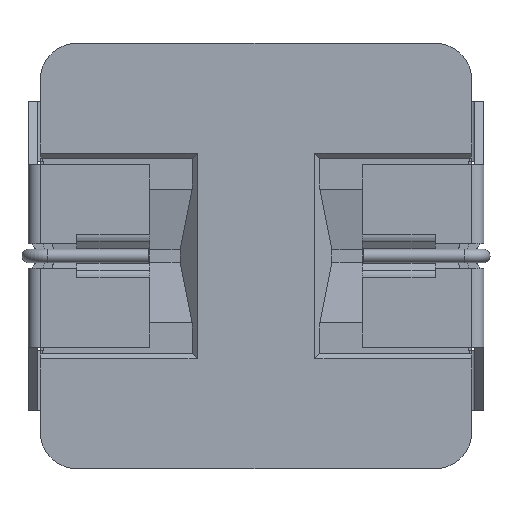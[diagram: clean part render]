
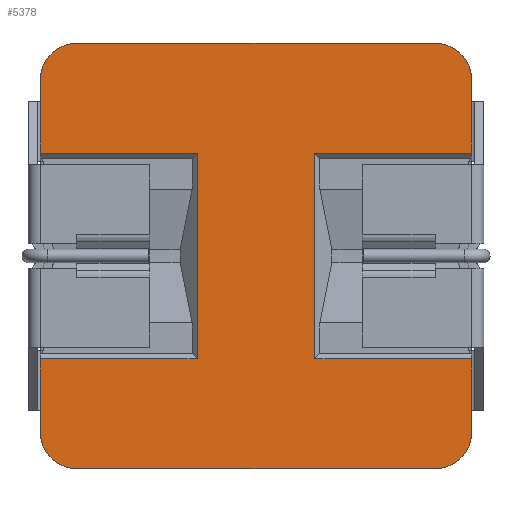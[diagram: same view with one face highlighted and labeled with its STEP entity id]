
A CAD part, front view. The second image highlights one B-rep face of the part: STEP entity #5378.
In plain terms, the highlighted planar face has unit normal (0, -1, 0).
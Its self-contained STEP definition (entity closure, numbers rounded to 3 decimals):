
#67 = ORIENTED_EDGE ( 'NONE', *, *, #5843, .T. ) ;
#155 = LINE ( 'NONE', #7770, #5502 ) ;
#195 = CARTESIAN_POINT ( 'NONE',  ( -3.55, -3.45, 2.9 ) ) ;
#213 = VERTEX_POINT ( 'NONE', #2299 ) ;
#329 = LINE ( 'NONE', #195, #2390 ) ;
#428 = EDGE_CURVE ( 'NONE', #9646, #213, #5761, .T. ) ;
#476 = VECTOR ( 'NONE', #8685, 1000. ) ;
#598 = DIRECTION ( 'NONE',  ( 1., 0., 0. ) ) ;
#670 = EDGE_LOOP ( 'NONE', ( #11747, #67, #9253, #6809, #2256, #10988, #1375, #7656, #1190, #6294, #11982, #2701, #3164, #11152, #8021, #2466 ) ) ;
#676 = CARTESIAN_POINT ( 'NONE',  ( 3.55, -3.45, 2.9 ) ) ;
#699 = CARTESIAN_POINT ( 'NONE',  ( 3.55, -3.45, 2.9 ) ) ;
#809 = CARTESIAN_POINT ( 'NONE',  ( 2.95, -3.45, 2.9 ) ) ;
#1002 = DIRECTION ( 'NONE',  ( 0., 0., 1. ) ) ;
#1088 = VECTOR ( 'NONE', #8571, 1000. ) ;
#1190 = ORIENTED_EDGE ( 'NONE', *, *, #6522, .F. ) ;
#1319 = VERTEX_POINT ( 'NONE', #6608 ) ;
#1375 = ORIENTED_EDGE ( 'NONE', *, *, #11149, .F. ) ;
#1601 = VECTOR ( 'NONE', #11928, 1000. ) ;
#1726 = EDGE_CURVE ( 'NONE', #10850, #1319, #12298, .T. ) ;
#1802 = CARTESIAN_POINT ( 'NONE',  ( 1.05, -3.45, -1.694 ) ) ;
#1966 = VERTEX_POINT ( 'NONE', #12280 ) ;
#1986 = DIRECTION ( 'NONE',  ( 0., 0., 1. ) ) ;
#2011 = FACE_OUTER_BOUND ( 'NONE', #670, .T. ) ;
#2030 = VECTOR ( 'NONE', #7457, 1000. ) ;
#2071 = AXIS2_PLACEMENT_3D ( 'NONE', #5687, #12502, #1002 ) ;
#2090 = CARTESIAN_POINT ( 'NONE',  ( 2.95, -3.45, 3.5 ) ) ;
#2198 = CARTESIAN_POINT ( 'NONE',  ( -1.05, -3.45, -1.694 ) ) ;
#2256 = ORIENTED_EDGE ( 'NONE', *, *, #9202, .F. ) ;
#2299 = CARTESIAN_POINT ( 'NONE',  ( -2.95, -3.45, 3.5 ) ) ;
#2390 = VECTOR ( 'NONE', #8133, 1000. ) ;
#2436 = CARTESIAN_POINT ( 'NONE',  ( 3.55, -3.45, -1.694 ) ) ;
#2466 = ORIENTED_EDGE ( 'NONE', *, *, #2471, .F. ) ;
#2471 = EDGE_CURVE ( 'NONE', #7869, #9646, #329, .T. ) ;
#2514 = EDGE_CURVE ( 'NONE', #5781, #5867, #3181, .T. ) ;
#2701 = ORIENTED_EDGE ( 'NONE', *, *, #1726, .F. ) ;
#2753 = EDGE_CURVE ( 'NONE', #1966, #7869, #4084, .T. ) ;
#2802 = CARTESIAN_POINT ( 'NONE',  ( 0.97, -3.45, -1.694 ) ) ;
#3164 = ORIENTED_EDGE ( 'NONE', *, *, #4906, .F. ) ;
#3181 = LINE ( 'NONE', #4100, #5840 ) ;
#3206 = EDGE_CURVE ( 'NONE', #213, #3574, #9209, .T. ) ;
#3469 = VERTEX_POINT ( 'NONE', #5342 ) ;
#3574 = VERTEX_POINT ( 'NONE', #2090 ) ;
#3702 = CARTESIAN_POINT ( 'NONE',  ( 0.97, -3.45, 1.694 ) ) ;
#3853 = DIRECTION ( 'NONE',  ( 0., 0., -1. ) ) ;
#4080 = CARTESIAN_POINT ( 'NONE',  ( 2.95, -3.45, -3.5 ) ) ;
#4084 = LINE ( 'NONE', #8805, #1601 ) ;
#4100 = CARTESIAN_POINT ( 'NONE',  ( 0.97, -3.45, -1.55 ) ) ;
#4115 = CIRCLE ( 'NONE', #8146, 0.6 ) ;
#4186 = CARTESIAN_POINT ( 'NONE',  ( -2.95, -3.45, -2.9 ) ) ;
#4244 = CIRCLE ( 'NONE', #10068, 0.6 ) ;
#4312 = VECTOR ( 'NONE', #10554, 1000. ) ;
#4720 = CARTESIAN_POINT ( 'NONE',  ( -0.97, -3.45, 2.9 ) ) ;
#4891 = EDGE_CURVE ( 'NONE', #5781, #1319, #5804, .T. ) ;
#4906 = EDGE_CURVE ( 'NONE', #3574, #10850, #4115, .T. ) ;
#4952 = LINE ( 'NONE', #2198, #10233 ) ;
#4980 = LINE ( 'NONE', #1802, #7167 ) ;
#5096 = DIRECTION ( 'NONE',  ( 0., 1., 0. ) ) ;
#5169 = DIRECTION ( 'NONE',  ( 0., 0., -1. ) ) ;
#5342 = CARTESIAN_POINT ( 'NONE',  ( -2.95, -3.45, -3.5 ) ) ;
#5378 = ADVANCED_FACE ( 'NONE', ( #2011 ), #12565, .F. ) ;
#5502 = VECTOR ( 'NONE', #3853, 1000. ) ;
#5638 = CARTESIAN_POINT ( 'NONE',  ( -3.55, -3.45, -2.9 ) ) ;
#5687 = CARTESIAN_POINT ( 'NONE',  ( 2.95, -3.45, 2.9 ) ) ;
#5761 = CIRCLE ( 'NONE', #11436, 0.6 ) ;
#5781 = VERTEX_POINT ( 'NONE', #3702 ) ;
#5804 = LINE ( 'NONE', #9534, #4312 ) ;
#5820 = DIRECTION ( 'NONE',  ( -1., 0., 0. ) ) ;
#5840 = VECTOR ( 'NONE', #12004, 1000. ) ;
#5843 = EDGE_CURVE ( 'NONE', #1966, #10907, #9498, .T. ) ;
#5867 = VERTEX_POINT ( 'NONE', #2802 ) ;
#5886 = EDGE_CURVE ( 'NONE', #6062, #3469, #11692, .T. ) ;
#5998 = VERTEX_POINT ( 'NONE', #9303 ) ;
#6048 = DIRECTION ( 'NONE',  ( 0., 1., 0. ) ) ;
#6062 = VERTEX_POINT ( 'NONE', #4080 ) ;
#6132 = AXIS2_PLACEMENT_3D ( 'NONE', #11654, #6048, #11051 ) ;
#6177 = DIRECTION ( 'NONE',  ( 0., 1., 0. ) ) ;
#6294 = ORIENTED_EDGE ( 'NONE', *, *, #2514, .F. ) ;
#6476 = VERTEX_POINT ( 'NONE', #11115 ) ;
#6522 = EDGE_CURVE ( 'NONE', #5867, #8892, #4980, .T. ) ;
#6608 = CARTESIAN_POINT ( 'NONE',  ( 3.55, -3.45, 1.694 ) ) ;
#6799 = VERTEX_POINT ( 'NONE', #5638 ) ;
#6809 = ORIENTED_EDGE ( 'NONE', *, *, #10447, .F. ) ;
#6916 = VECTOR ( 'NONE', #1986, 1000. ) ;
#7059 = CARTESIAN_POINT ( 'NONE',  ( -2.95, -3.45, 2.9 ) ) ;
#7167 = VECTOR ( 'NONE', #12538, 1000. ) ;
#7261 = CARTESIAN_POINT ( 'NONE',  ( 2.95, -3.45, 3.5 ) ) ;
#7457 = DIRECTION ( 'NONE',  ( 0., 0., -1. ) ) ;
#7481 = VECTOR ( 'NONE', #598, 1000. ) ;
#7547 = EDGE_CURVE ( 'NONE', #10907, #6476, #4952, .T. ) ;
#7656 = ORIENTED_EDGE ( 'NONE', *, *, #11100, .F. ) ;
#7705 = LINE ( 'NONE', #10608, #6916 ) ;
#7743 = CARTESIAN_POINT ( 'NONE',  ( 2.95, -3.45, -3.5 ) ) ;
#7770 = CARTESIAN_POINT ( 'NONE',  ( 3.55, -3.45, 2.9 ) ) ;
#7869 = VERTEX_POINT ( 'NONE', #12432 ) ;
#8021 = ORIENTED_EDGE ( 'NONE', *, *, #428, .F. ) ;
#8133 = DIRECTION ( 'NONE',  ( 0., 0., 1. ) ) ;
#8146 = AXIS2_PLACEMENT_3D ( 'NONE', #809, #10432, #11387 ) ;
#8571 = DIRECTION ( 'NONE',  ( 0., 0., -1. ) ) ;
#8685 = DIRECTION ( 'NONE',  ( -1., 0., 0. ) ) ;
#8805 = CARTESIAN_POINT ( 'NONE',  ( -1.05, -3.45, 1.694 ) ) ;
#8892 = VERTEX_POINT ( 'NONE', #2436 ) ;
#9202 = EDGE_CURVE ( 'NONE', #3469, #6799, #4244, .T. ) ;
#9209 = LINE ( 'NONE', #7261, #7481 ) ;
#9253 = ORIENTED_EDGE ( 'NONE', *, *, #7547, .T. ) ;
#9303 = CARTESIAN_POINT ( 'NONE',  ( 3.55, -3.45, -2.9 ) ) ;
#9498 = LINE ( 'NONE', #4720, #1088 ) ;
#9534 = CARTESIAN_POINT ( 'NONE',  ( 1.05, -3.45, 1.694 ) ) ;
#9646 = VERTEX_POINT ( 'NONE', #12260 ) ;
#10068 = AXIS2_PLACEMENT_3D ( 'NONE', #4186, #6177, #5169 ) ;
#10233 = VECTOR ( 'NONE', #5820, 1000. ) ;
#10432 = DIRECTION ( 'NONE',  ( 0., 1., 0. ) ) ;
#10447 = EDGE_CURVE ( 'NONE', #6799, #6476, #7705, .T. ) ;
#10554 = DIRECTION ( 'NONE',  ( 1., 0., 0. ) ) ;
#10608 = CARTESIAN_POINT ( 'NONE',  ( -3.55, -3.45, 2.9 ) ) ;
#10776 = DIRECTION ( 'NONE',  ( 0., 0., 1. ) ) ;
#10850 = VERTEX_POINT ( 'NONE', #699 ) ;
#10907 = VERTEX_POINT ( 'NONE', #12189 ) ;
#10988 = ORIENTED_EDGE ( 'NONE', *, *, #5886, .F. ) ;
#11051 = DIRECTION ( 'NONE',  ( 0., 0., 1. ) ) ;
#11100 = EDGE_CURVE ( 'NONE', #8892, #5998, #155, .T. ) ;
#11115 = CARTESIAN_POINT ( 'NONE',  ( -3.55, -3.45, -1.694 ) ) ;
#11149 = EDGE_CURVE ( 'NONE', #5998, #6062, #11177, .T. ) ;
#11152 = ORIENTED_EDGE ( 'NONE', *, *, #3206, .F. ) ;
#11177 = CIRCLE ( 'NONE', #6132, 0.6 ) ;
#11387 = DIRECTION ( 'NONE',  ( 0., 0., 1. ) ) ;
#11436 = AXIS2_PLACEMENT_3D ( 'NONE', #7059, #5096, #10776 ) ;
#11654 = CARTESIAN_POINT ( 'NONE',  ( 2.95, -3.45, -2.9 ) ) ;
#11692 = LINE ( 'NONE', #7743, #476 ) ;
#11747 = ORIENTED_EDGE ( 'NONE', *, *, #2753, .F. ) ;
#11928 = DIRECTION ( 'NONE',  ( -1., 0., 0. ) ) ;
#11982 = ORIENTED_EDGE ( 'NONE', *, *, #4891, .T. ) ;
#12004 = DIRECTION ( 'NONE',  ( 0., 0., -1. ) ) ;
#12189 = CARTESIAN_POINT ( 'NONE',  ( -0.97, -3.45, -1.694 ) ) ;
#12260 = CARTESIAN_POINT ( 'NONE',  ( -3.55, -3.45, 2.9 ) ) ;
#12280 = CARTESIAN_POINT ( 'NONE',  ( -0.97, -3.45, 1.694 ) ) ;
#12298 = LINE ( 'NONE', #676, #2030 ) ;
#12432 = CARTESIAN_POINT ( 'NONE',  ( -3.55, -3.45, 1.694 ) ) ;
#12502 = DIRECTION ( 'NONE',  ( 0., 1., 0. ) ) ;
#12538 = DIRECTION ( 'NONE',  ( 1., 0., 0. ) ) ;
#12565 = PLANE ( 'NONE',  #2071 ) ;
